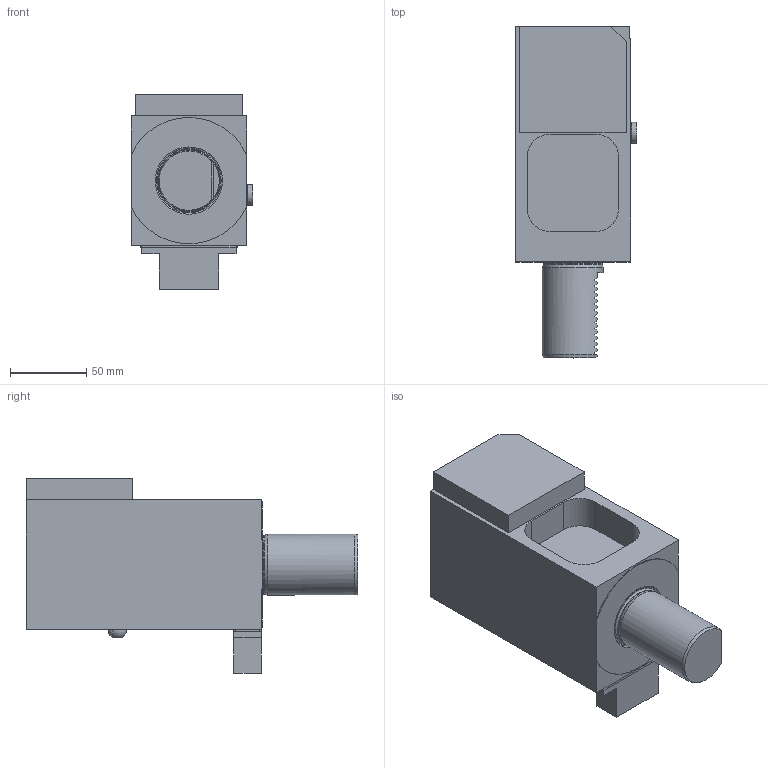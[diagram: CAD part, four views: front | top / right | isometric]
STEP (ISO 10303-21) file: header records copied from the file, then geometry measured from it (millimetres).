
FILE_DESCRIPTION (( 'STEP AP214' ), '1' );
FILE_NAME ('E9I40-2120-56.STEP', '2025-07-10T08:36:36', ( '' ), ( '' ), 'SwSTEP 2.0', 'SolidWorks 2023', '' );
FILE_SCHEMA (( 'AUTOMOTIVE_DESIGN' ));
Length unit declared in the file: millimetre
Products named in the file (1): E9I40-2120-56
Bounding box: 80.15 x 218 x 128 mm (x, y, z)
Volume: 833489.7 mm3; surface area: 102245.9 mm2
Topology: 1 solids, 1 shells, 403 faces, 1057 edges, 700 vertices
Faces by surface type: plane 276, bspline 61, cylinder 58, cone 4, torus 3, sphere 1
Full cylindrical faces by diameter (mm): 1.7 x1, 2.1 x1, 6.366 x1, 12 x1, 13.8 x1, 38.7 x1, 40 x1, 50.8 x1
Entity records: 19049 total; most frequent: CARTESIAN_POINT 6821, ORIENTED_EDGE 2074, DIRECTION 1617, EDGE_CURVE 1037, LINE 731, VECTOR 731, VERTEX_POINT 695, EDGE_LOOP 462
